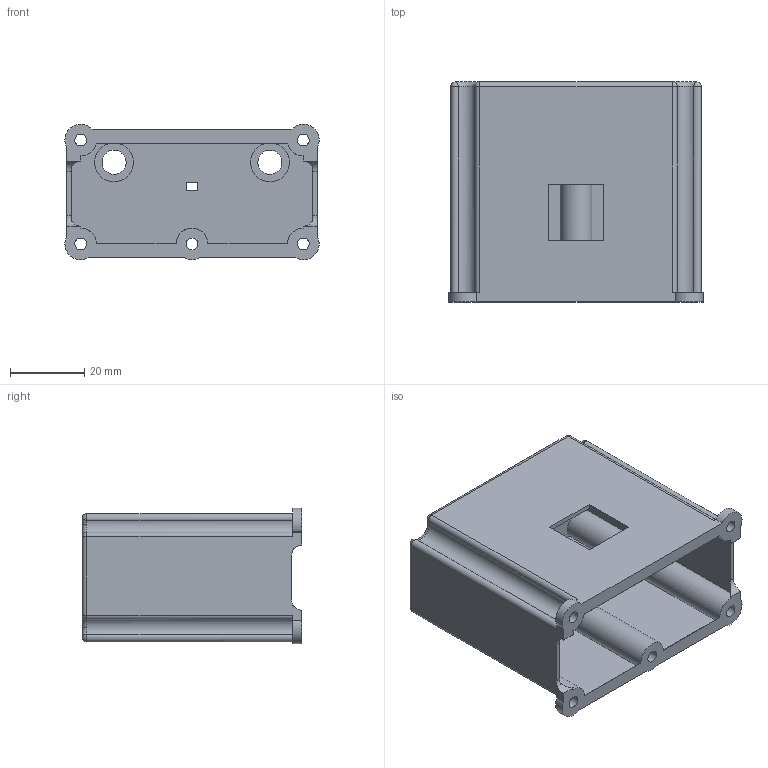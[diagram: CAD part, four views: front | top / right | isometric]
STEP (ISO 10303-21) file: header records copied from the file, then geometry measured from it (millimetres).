
FILE_DESCRIPTION(('FreeCAD Model'),'2;1');
FILE_NAME('Open CASCADE Shape Model','2022-10-10T15:34:46',(''),(''), 'Open CASCADE STEP processor 7.5','FreeCAD','Unknown');
FILE_SCHEMA(('AUTOMOTIVE_DESIGN { 1 0 10303 214 1 1 1 1 }'));
Length unit declared in the file: millimetre
Products named in the file (1): Boite-Radio
Bounding box: 68.54 x 59.27 x 36.54 mm (x, y, z)
Volume: 18460.7 mm3; surface area: 28983.2 mm2
Topology: 1 solids, 1 shells, 116 faces, 331 edges, 219 vertices
Faces by surface type: plane 52, cylinder 46, sphere 10, torus 8
Full cylindrical faces by diameter (mm): 3.2 x5, 6.5 x2, 10.5 x2
Entity records: 9030 total; most frequent: CARTESIAN_POINT 2442, DIRECTION 1278, ORIENTED_EDGE 662, PCURVE 662, DEFINITIONAL_REPRESENTATION 662, LINE 650, VECTOR 650, EDGE_CURVE 331
